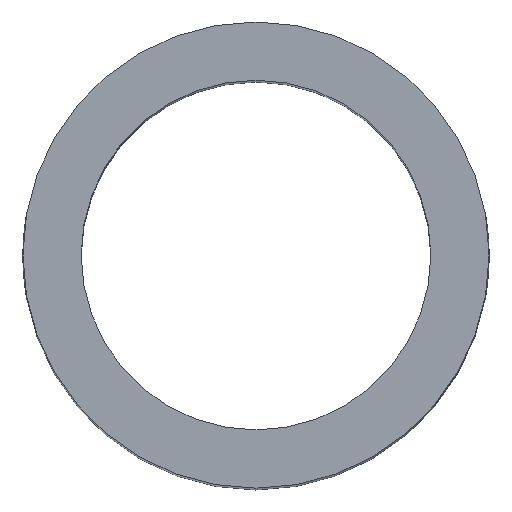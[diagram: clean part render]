
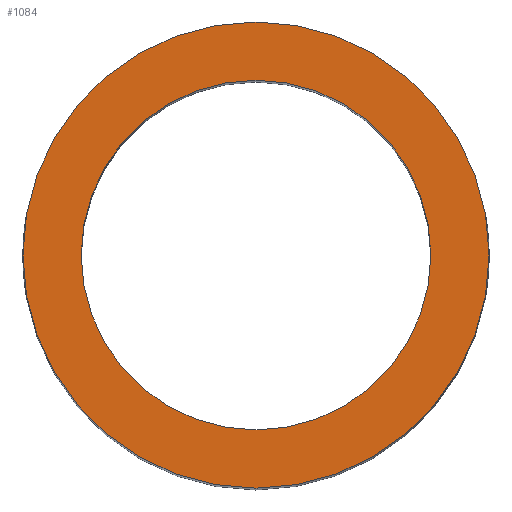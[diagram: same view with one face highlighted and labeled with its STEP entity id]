
A CAD part, top view. The second image highlights one B-rep face of the part: STEP entity #1084.
In plain terms, the highlighted planar face has unit normal (0, 0, 1).
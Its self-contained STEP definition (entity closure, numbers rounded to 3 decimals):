
#1 = CARTESIAN_POINT ( 'NONE',  ( -30., 0., 90. ) ) ;
#53 = EDGE_LOOP ( 'NONE', ( #443, #164 ) ) ;
#88 = EDGE_CURVE ( 'NONE', #1040, #1186, #887, .T. ) ;
#99 = DIRECTION ( 'NONE',  ( 0., 0., 1. ) ) ;
#106 = VERTEX_POINT ( 'NONE', #557 ) ;
#142 = CARTESIAN_POINT ( 'NONE',  ( 30., 0., 90. ) ) ;
#146 = CARTESIAN_POINT ( 'NONE',  ( 0., 0., 90. ) ) ;
#155 = DIRECTION ( 'NONE',  ( 0., 0., 1. ) ) ;
#164 = ORIENTED_EDGE ( 'NONE', *, *, #88, .F. ) ;
#220 = AXIS2_PLACEMENT_3D ( 'NONE', #146, #824, #1012 ) ;
#226 = AXIS2_PLACEMENT_3D ( 'NONE', #585, #853, #760 ) ;
#231 = CIRCLE ( 'NONE', #220, 40. ) ;
#443 = ORIENTED_EDGE ( 'NONE', *, *, #626, .F. ) ;
#446 = DIRECTION ( 'NONE',  ( 1., 0., 0. ) ) ;
#479 = CARTESIAN_POINT ( 'NONE',  ( 0., 0., 90. ) ) ;
#527 = ORIENTED_EDGE ( 'NONE', *, *, #1009, .T. ) ;
#557 = CARTESIAN_POINT ( 'NONE',  ( -40., 0., 90. ) ) ;
#559 = ORIENTED_EDGE ( 'NONE', *, *, #1148, .T. ) ;
#585 = CARTESIAN_POINT ( 'NONE',  ( 0., 0., 90. ) ) ;
#613 = DIRECTION ( 'NONE',  ( 1., 0., 0. ) ) ;
#626 = EDGE_CURVE ( 'NONE', #1186, #1040, #1169, .T. ) ;
#682 = PLANE ( 'NONE',  #1233 ) ;
#760 = DIRECTION ( 'NONE',  ( 1., 0., 0. ) ) ;
#779 = FACE_OUTER_BOUND ( 'NONE', #1003, .T. ) ;
#813 = CIRCLE ( 'NONE', #226, 40. ) ;
#824 = DIRECTION ( 'NONE',  ( 0., 0., 1. ) ) ;
#853 = DIRECTION ( 'NONE',  ( 0., 0., 1. ) ) ;
#887 = CIRCLE ( 'NONE', #1045, 30. ) ;
#903 = VERTEX_POINT ( 'NONE', #992 ) ;
#981 = AXIS2_PLACEMENT_3D ( 'NONE', #1094, #1180, #613 ) ;
#992 = CARTESIAN_POINT ( 'NONE',  ( 40., 0., 90. ) ) ;
#1003 = EDGE_LOOP ( 'NONE', ( #527, #559 ) ) ;
#1009 = EDGE_CURVE ( 'NONE', #106, #903, #231, .T. ) ;
#1012 = DIRECTION ( 'NONE',  ( 1., 0., 0. ) ) ;
#1027 = CARTESIAN_POINT ( 'NONE',  ( 0., 0., 90. ) ) ;
#1040 = VERTEX_POINT ( 'NONE', #142 ) ;
#1045 = AXIS2_PLACEMENT_3D ( 'NONE', #1027, #155, #446 ) ;
#1064 = FACE_BOUND ( 'NONE', #53, .T. ) ;
#1084 = ADVANCED_FACE ( 'NONE', ( #779, #1064 ), #682, .T. ) ;
#1094 = CARTESIAN_POINT ( 'NONE',  ( 0., 0., 90. ) ) ;
#1148 = EDGE_CURVE ( 'NONE', #903, #106, #813, .T. ) ;
#1159 = DIRECTION ( 'NONE',  ( 1., 0., 0. ) ) ;
#1169 = CIRCLE ( 'NONE', #981, 30. ) ;
#1180 = DIRECTION ( 'NONE',  ( 0., 0., 1. ) ) ;
#1186 = VERTEX_POINT ( 'NONE', #1 ) ;
#1233 = AXIS2_PLACEMENT_3D ( 'NONE', #479, #99, #1159 ) ;
